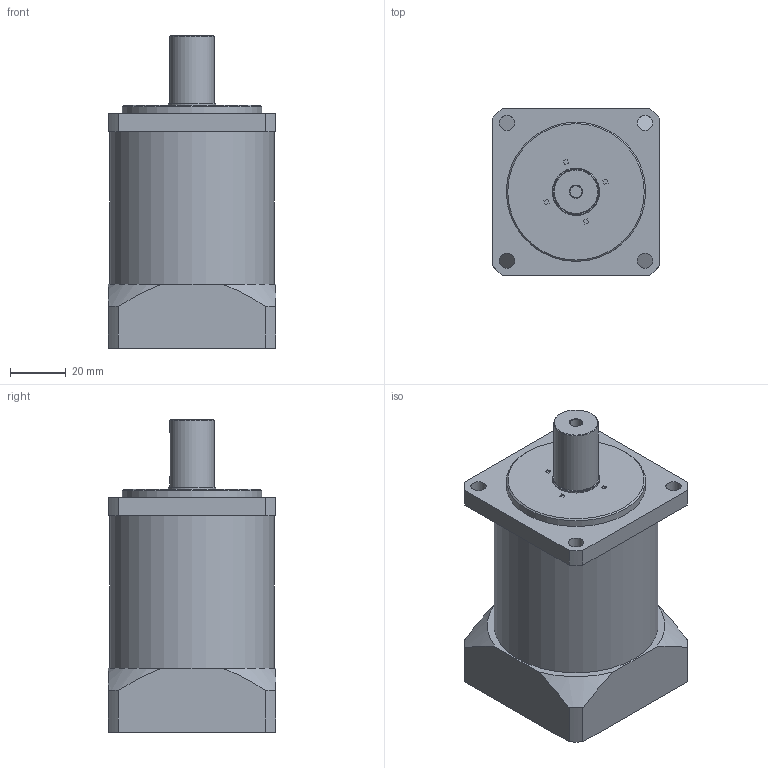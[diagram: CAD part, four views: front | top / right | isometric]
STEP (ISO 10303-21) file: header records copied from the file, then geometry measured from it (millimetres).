
FILE_DESCRIPTION( ( '' ), '1' );
FILE_NAME( 'GPS6(25、30、50、100）P.stp', '2021-11-24T03:26:13', ( 'Dimamotor' ), ( 'Dimamotor' ), 'PSStep 17.0.49', ' ', ' ' );
FILE_SCHEMA( ( 'AUTOMOTIVE_DESIGN { 1 0 10303 214 1 1 1 1 }' ) );
Length unit declared in the file: millimetre
Products named in the file (2): PS60二段本體
Bounding box: 60 x 60 x 112.2 mm (x, y, z)
Volume: 176264.5 mm3; surface area: 60018.4 mm2
Topology: 2 solids, 6 shells, 263 faces, 628 edges, 417 vertices
Faces by surface type: plane 123, cylinder 111, cone 26, torus 3
Full cylindrical faces by diameter (mm): 3 x4, 3.2 x4, 3.3 x4, 3.5 x4, 4.35 x1, 5 x3, 5.5 x4, 5.8 x4, 7 x1, 7.95 x1, 8 x2, 12 x1, 14 x1, 16 x2, 16.2 x1, 16.8 x1, 17 x3, 21 x2, 24 x1, 25 x2, 30 x4, 32 x1, 34 x1, 35 x1, 40 x1, 41 x1, 42 x1, 42.4 x2, 46 x1, 47 x4
Entity records: 9797 total; most frequent: CARTESIAN_POINT 1875, DIRECTION 1247, ORIENTED_EDGE 1020, AXIS2_PLACEMENT_3D 517, EDGE_CURVE 510, EDGE_LOOP 427, VERTEX_POINT 385, FACE_OUTER_BOUND 331
